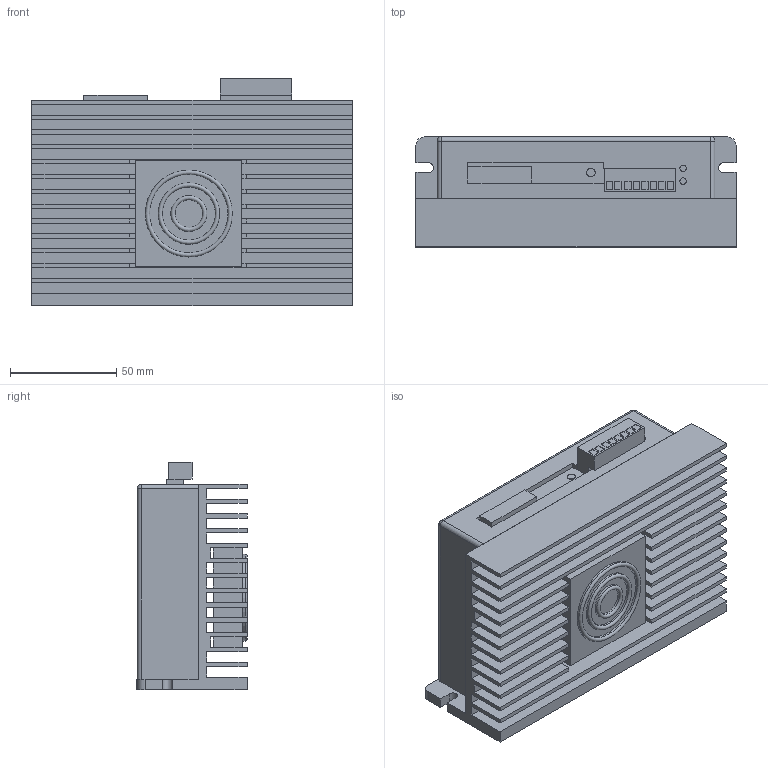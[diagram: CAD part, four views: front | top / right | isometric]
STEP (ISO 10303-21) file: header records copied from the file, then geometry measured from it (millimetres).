
FILE_DESCRIPTION(/* description */ (''),/* implementation_level */ '2;1');
FILE_NAME(/* name */ 'AM882.stp',/* time_stamp */ '2017-08-02T19:57:19+01:00',/* author */ ('rclan'),/* organization */ (''),/* preprocessor_version */ 'ST-DEVELOPER v16.1',/* originating_system */ 'Autodesk Inventor 2016',/* authorisation */ '');
FILE_SCHEMA (('AUTOMOTIVE_DESIGN { 1 0 10303 214 3 1 1 }'));
Length unit declared in the file: millimetre
Products named in the file (1): AM882
Bounding box: 151 x 52 x 107.4 mm (x, y, z)
Volume: 545942.7 mm3; surface area: 121632.5 mm2
Topology: 1 solids, 1 shells, 228 faces, 606 edges, 388 vertices
Faces by surface type: plane 197, cylinder 26, torus 3, sphere 2
Full cylindrical faces by diameter (mm): 2.5 x8, 3 x2, 4 x1, 13 x1, 17 x1, 25 x1, 29 x1, 37 x1, 41 x1
Entity records: 6947 total; most frequent: CARTESIAN_POINT 1201, ORIENTED_EDGE 1168, DIRECTION 1094, EDGE_CURVE 584, LINE 532, VECTOR 532, VERTEX_POINT 388, AXIS2_PLACEMENT_3D 281
